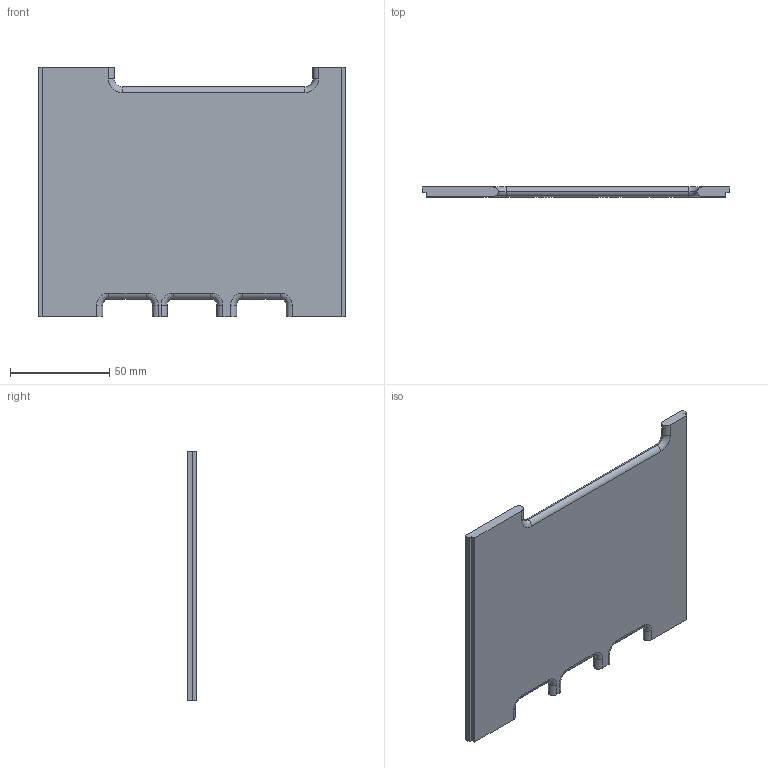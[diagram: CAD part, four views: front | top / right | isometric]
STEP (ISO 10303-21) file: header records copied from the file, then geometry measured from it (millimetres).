
FILE_DESCRIPTION((''),'2;1');
FILE_NAME('PANEL_BACK','2025-04-25T18:13:00',('12022'),(''),'CREO PARAMETRIC BY PTC INC, 2021023','CREO PARAMETRIC BY PTC INC, 2021023','');
FILE_SCHEMA(('CONFIG_CONTROL_DESIGN'));
Length unit declared in the file: millimetre
Products named in the file (1): PANEL_BACK
Bounding box: 155 x 4.9 x 126 mm (x, y, z)
Volume: 85627.6 mm3; surface area: 38163.7 mm2
Topology: 1 solids, 1 shells, 54 faces, 140 edges, 88 vertices
Faces by surface type: cylinder 24, torus 16, plane 14
Entity records: 1706 total; most frequent: DIRECTION 320, CARTESIAN_POINT 282, ORIENTED_EDGE 280, EDGE_CURVE 140, AXIS2_PLACEMENT_3D 126, VERTEX_POINT 88, CIRCLE 72, VECTOR 68
